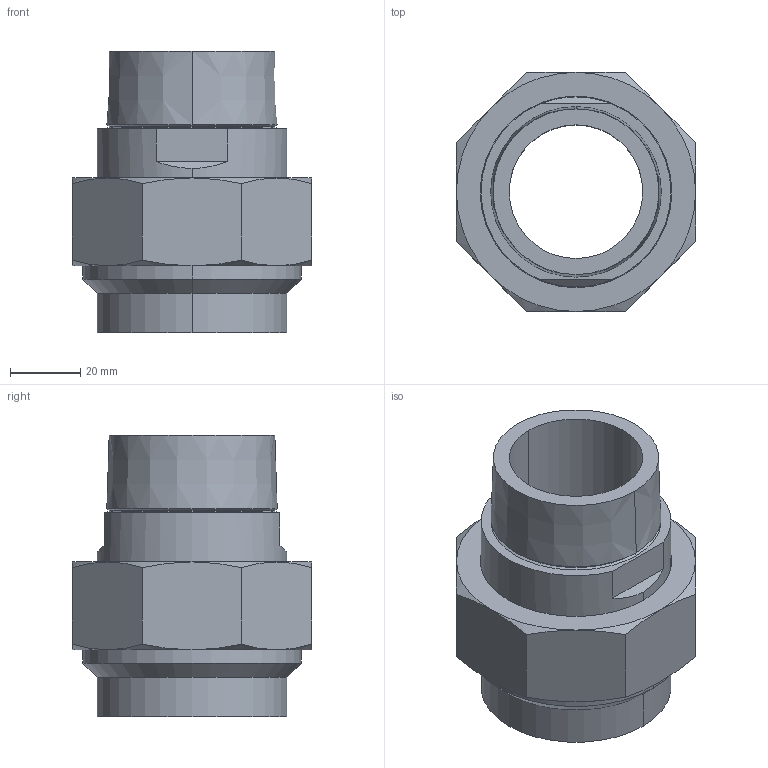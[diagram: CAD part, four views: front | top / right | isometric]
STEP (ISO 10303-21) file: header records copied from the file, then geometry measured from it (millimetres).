
FILE_DESCRIPTION (( 'STEP AP203' ), '1' );
FILE_NAME ('11-5131-08_outokumpu.step', '2015-08-07T11:26:57', ( '' ), ( '' ), 'SwSTEP 2.0', 'SolidWorks 2008', '' );
FILE_SCHEMA (( 'CONFIG_CONTROL_DESIGN' ));
Length unit declared in the file: millimetre
Products named in the file (5): case-13-555-190_outokumpu_case-13-555-190_outokumpu; nut-13-222-115_outokumpu_nut-13-222-115_outokumpu; 11-5131-08_outokumpu; nipple-13-444-019_outokumpu_nipple-13-444-019_outokumpu; seal-11-5131-08_outokumpu_seal-11-5131-08_outokumpu
Assembly tree (4 placements, depth 2):
  11-5131-08_outokumpu
    case-13-555-190_outokumpu_case-13-555-190_outokumpu
    nut-13-222-115_outokumpu_nut-13-222-115_outokumpu
    seal-11-5131-08_outokumpu_seal-11-5131-08_outokumpu
    nipple-13-444-019_outokumpu_nipple-13-444-019_outokumpu
Bounding box: 68 x 68 x 80 mm (x, y, z)
Volume: 105856.9 mm3; surface area: 46233.1 mm2
Topology: 4 solids, 4 shells, 76 faces, 162 edges, 98 vertices
Faces by surface type: cone 26, plane 24, cylinder 22, torus 4
Entity records: 2727 total; most frequent: CARTESIAN_POINT 563, DIRECTION 370, ORIENTED_EDGE 324, EDGE_CURVE 162, AXIS2_PLACEMENT_3D 161, VERTEX_POINT 98, EDGE_LOOP 88, CIRCLE 78
